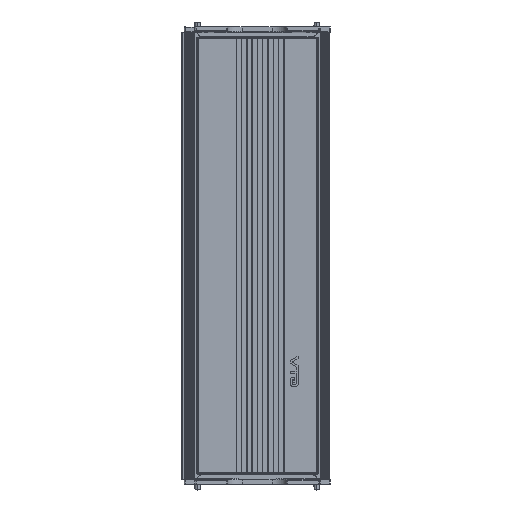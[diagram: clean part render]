
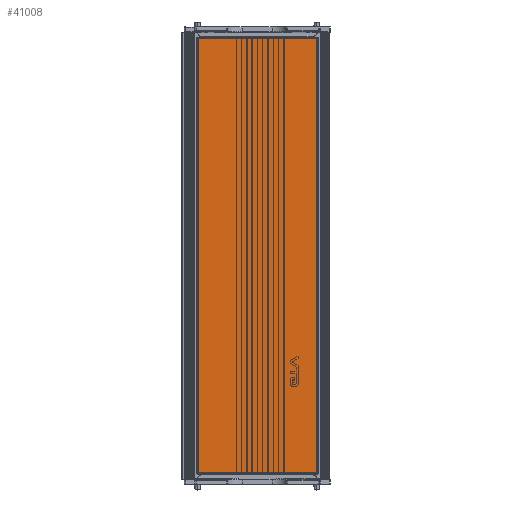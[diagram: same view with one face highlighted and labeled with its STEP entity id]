
A CAD part, top view. The second image highlights one B-rep face of the part: STEP entity #41008.
In plain terms, the highlighted face is planar.
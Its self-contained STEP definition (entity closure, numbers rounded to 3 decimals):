
#1917=PLANE('',#45900);
#3871=FACE_OUTER_BOUND('',#6167,.T.);
#6167=EDGE_LOOP('',(#34499,#34500,#34501,#34502));
#8798=LINE('',#75825,#11410);
#8799=LINE('',#75831,#11411);
#8800=LINE('',#75833,#11412);
#8801=LINE('',#75834,#11413);
#11410=VECTOR('',#57502,10.);
#11411=VECTOR('',#57511,10.);
#11412=VECTOR('',#57512,10.);
#11413=VECTOR('',#57513,10.);
#18031=VERTEX_POINT('',#75820);
#18032=VERTEX_POINT('',#75824);
#18033=VERTEX_POINT('',#75830);
#18034=VERTEX_POINT('',#75832);
#23672=EDGE_CURVE('',#18031,#18032,#8798,.T.);
#23675=EDGE_CURVE('',#18033,#18031,#8799,.T.);
#23676=EDGE_CURVE('',#18034,#18033,#8800,.T.);
#23677=EDGE_CURVE('',#18032,#18034,#8801,.T.);
#34499=ORIENTED_EDGE('',*,*,#23672,.F.);
#34500=ORIENTED_EDGE('',*,*,#23675,.F.);
#34501=ORIENTED_EDGE('',*,*,#23676,.F.);
#34502=ORIENTED_EDGE('',*,*,#23677,.F.);
#41008=ADVANCED_FACE('',(#3871),#1917,.F.);
#45900=AXIS2_PLACEMENT_3D('',#75829,#57509,#57510);
#57502=DIRECTION('',(0.,-1.,0.));
#57509=DIRECTION('center_axis',(0.,0.,1.));
#57510=DIRECTION('ref_axis',(1.,0.,0.));
#57511=DIRECTION('',(-1.,0.,0.));
#57512=DIRECTION('',(0.,1.,0.));
#57513=DIRECTION('',(1.,0.,0.));
#75820=CARTESIAN_POINT('',(-409.762,112.262,0.));
#75824=CARTESIAN_POINT('',(-409.762,-112.262,0.));
#75825=CARTESIAN_POINT('',(-409.762,-28.5,0.));
#75829=CARTESIAN_POINT('Origin',(0.,0.,
0.));
#75830=CARTESIAN_POINT('',(409.762,112.262,0.));
#75831=CARTESIAN_POINT('',(-102.875,112.262,0.));
#75832=CARTESIAN_POINT('',(409.762,-112.262,0.));
#75833=CARTESIAN_POINT('',(409.762,28.5,0.));
#75834=CARTESIAN_POINT('',(102.875,-112.262,0.));
